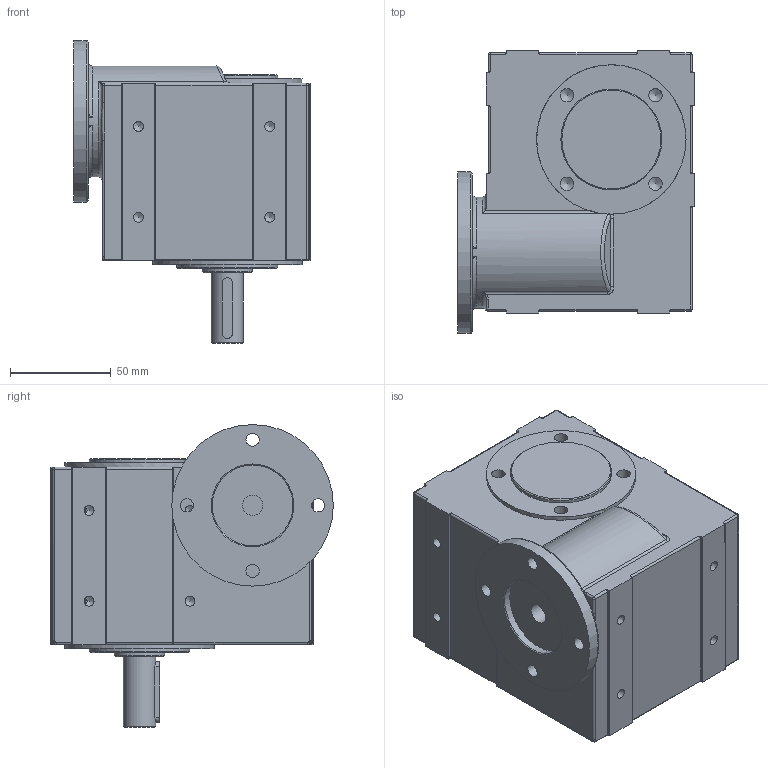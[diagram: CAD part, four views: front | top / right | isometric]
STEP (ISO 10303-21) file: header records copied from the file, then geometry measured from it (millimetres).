
FILE_DESCRIPTION((''),'2;1');
FILE_NAME('A40_25W_B141_M1.ipt.stp','2010-03-02T10:04:51',('INDUR'),(''),'Autodesk Inventor 2010','Autodesk Inventor 2010','');
FILE_SCHEMA(('CONFIG_CONTROL_DESIGN'));
Length unit declared in the file: millimetre
Products named in the file (1): A40_25W_B141_M1
Bounding box: 117 x 140 x 150 mm (x, y, z)
Volume: 1234022.6 mm3; surface area: 88248.7 mm2
Topology: 1 solids, 1 shells, 377 faces, 1009 edges, 643 vertices
Faces by surface type: plane 136, bspline 130, cylinder 89, cone 17, sphere 4, torus 1
Full cylindrical faces by diameter (mm): 4.917 x8, 6.647 x4, 10 x1, 16 x1, 25 x1, 40 x1, 50 x2, 55 x1, 74 x2, 80 x1
Entity records: 14697 total; most frequent: CARTESIAN_POINT 6276, ORIENTED_EDGE 1772, DIRECTION 1539, EDGE_CURVE 886, VERTEX_POINT 596, AXIS2_PLACEMENT_3D 534, EDGE_LOOP 474, VECTOR 471
